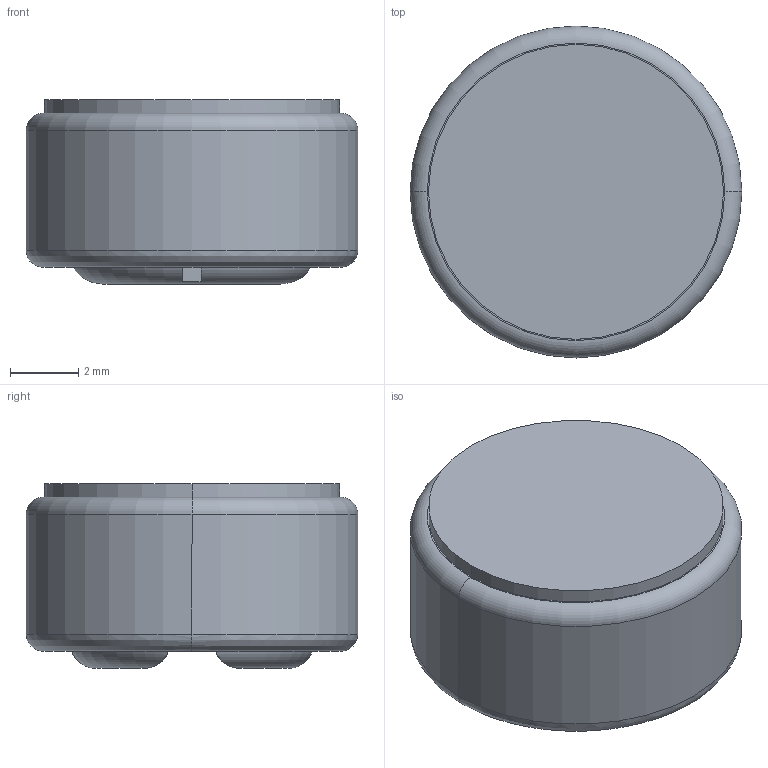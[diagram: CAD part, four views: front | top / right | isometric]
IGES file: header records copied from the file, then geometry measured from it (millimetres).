
Global section: file name: No Iges File Name specified; native system: Autodesk Inventor 2010; preprocessor: AutoDesk Inventor Iges Exporter R2010; author: pitzer; date: 20100318.102131; units: millimetre
Bounding box: 9.7 x 9.7 x 5.4 mm (x, y, z)
Volume: 356.8 mm3; surface area: 305.8 mm2
Topology: 1 solids, 1 shells, 42 faces, 108 edges, 70 vertices
Faces by surface type: plane 28, cylinder 6, torus 4, revolution 2, bspline 2
